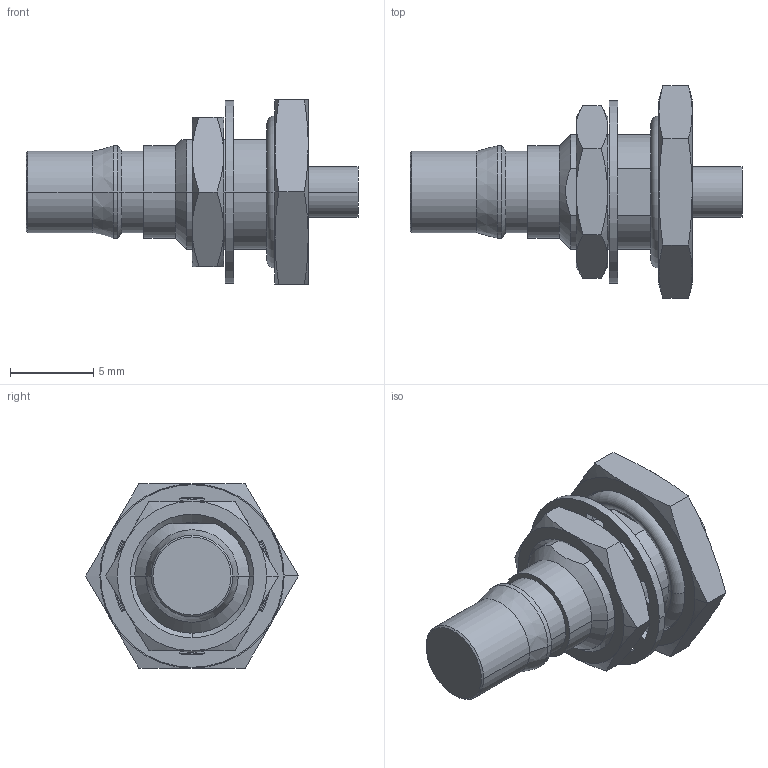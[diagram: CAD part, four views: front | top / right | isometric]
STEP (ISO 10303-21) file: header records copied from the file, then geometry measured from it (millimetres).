
FILE_DESCRIPTION (( 'STEP AP214' ), '1' );
FILE_NAME ('FMCN5337_3D.step', '2025-04-08T18:46:07', ( '' ), ( '' ), 'SwSTEP 2.0', 'SolidWorks 2022', '' );
FILE_SCHEMA (( 'AUTOMOTIVE_DESIGN' ));
Length unit declared in the file: inch
Products named in the file (6): PE517803_CONTACT^FMCN5337; QMA8105-6^FMCN5337; QMA8305-0085^FMCN5337; QMA8105-5^FMCN5337; SMA8105-4^FMCN5337; FMCN5337_3D
Assembly tree (5 placements, depth 2):
  FMCN5337_3D
    QMA8305-0085^FMCN5337
    SMA8105-4^FMCN5337
    QMA8105-5^FMCN5337
    QMA8105-6^FMCN5337
    PE517803_CONTACT^FMCN5337
Bounding box: 20 x 12.82 x 11.1 mm (x, y, z)
Volume: 723.8 mm3; surface area: 1056.4 mm2
Topology: 5 solids, 5 shells, 161 faces, 388 edges, 237 vertices
Faces by surface type: plane 54, cylinder 53, cone 48, torus 6
Entity records: 5131 total; most frequent: CARTESIAN_POINT 1113, DIRECTION 817, ORIENTED_EDGE 772, EDGE_CURVE 386, AXIS2_PLACEMENT_3D 327, VERTEX_POINT 237, EDGE_LOOP 173, VECTOR 163
